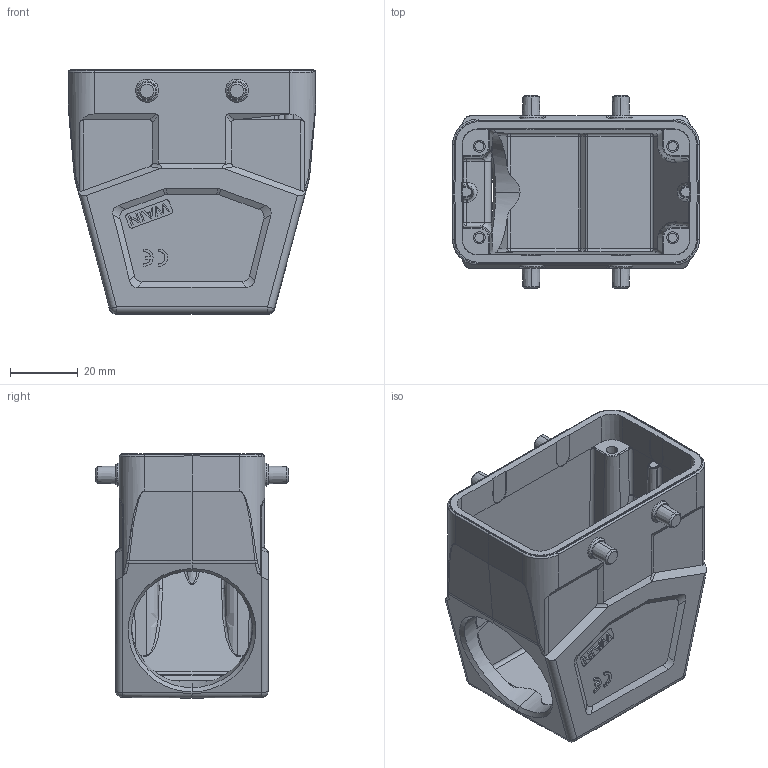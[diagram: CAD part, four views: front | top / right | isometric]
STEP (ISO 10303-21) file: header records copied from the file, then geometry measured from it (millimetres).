
FILE_DESCRIPTION((''),'2;1');
FILE_NAME('3D_1112105305004_EMC_W10B-SEH-4','2024-01-24T',('13034'),(''),'PRO/ENGINEER BY PARAMETRIC TECHNOLOGY CORPORATION, 2012480','PRO/ENGINEER BY PARAMETRIC TECHNOLOGY CORPORATION, 2012480','');
FILE_SCHEMA(('CONFIG_CONTROL_DESIGN'));
Length unit declared in the file: millimetre
Products named in the file (1): 3D_1112105305004_EMC_W10B-SEH-4
Bounding box: 73 x 57 x 72 mm (x, y, z)
Volume: 61284.7 mm3; surface area: 31652.8 mm2
Topology: 1 solids, 1 shells, 519 faces, 1329 edges, 823 vertices
Faces by surface type: plane 238, cylinder 152, cone 40, bspline 37, extrusion 21, sphere 20, torus 11
Entity records: 18979 total; most frequent: CARTESIAN_POINT 6993, ORIENTED_EDGE 2618, DIRECTION 2235, EDGE_CURVE 1309, VERTEX_POINT 823, VECTOR 797, LINE 776, AXIS2_PLACEMENT_3D 719
